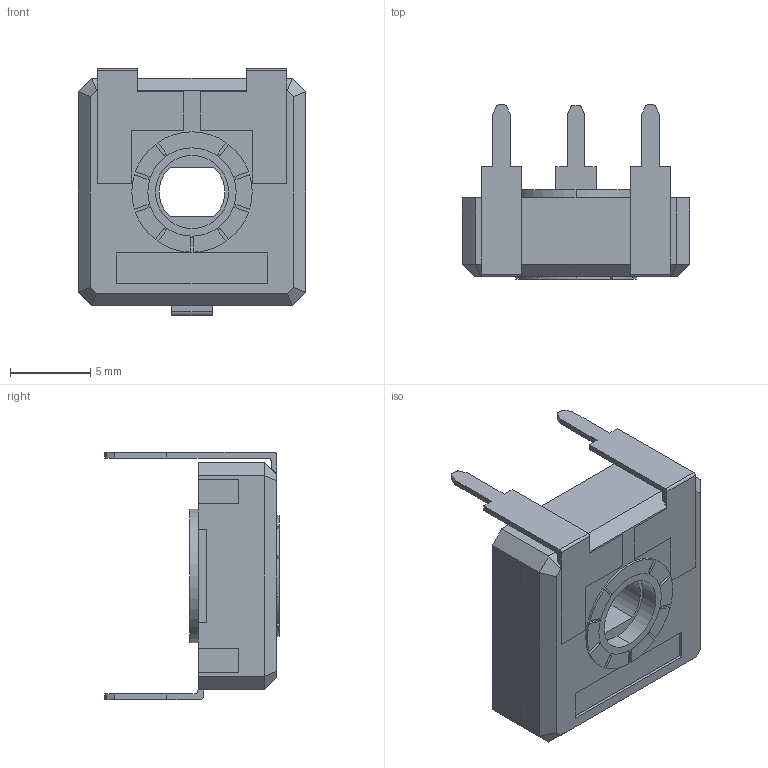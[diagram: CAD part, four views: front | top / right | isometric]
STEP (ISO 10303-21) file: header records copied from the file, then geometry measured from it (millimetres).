
FILE_DESCRIPTION (( 'STEP AP203' ), '1' );
FILE_NAME ('B103 - 10K Potansiyometre - 22.11.2021.STEP', '2021-11-25T06:51:15', ( '' ), ( '' ), 'SwSTEP 2.0', 'SolidWorks 2020', '' );
FILE_SCHEMA (( 'CONFIG_CONTROL_DESIGN' ));
Length unit declared in the file: millimetre
Products named in the file (1): B103 - 10K Potansiyometre - 22.11.2021
Bounding box: 14.2 x 10.85 x 15.4 mm (x, y, z)
Volume: 922.5 mm3; surface area: 857.9 mm2
Topology: 1 solids, 1 shells, 135 faces, 413 edges, 290 vertices
Faces by surface type: plane 96, cylinder 39
Entity records: 5080 total; most frequent: CARTESIAN_POINT 1225, ORIENTED_EDGE 826, DIRECTION 742, EDGE_CURVE 413, VECTOR 310, LINE 310, VERTEX_POINT 290, AXIS2_PLACEMENT_3D 216
